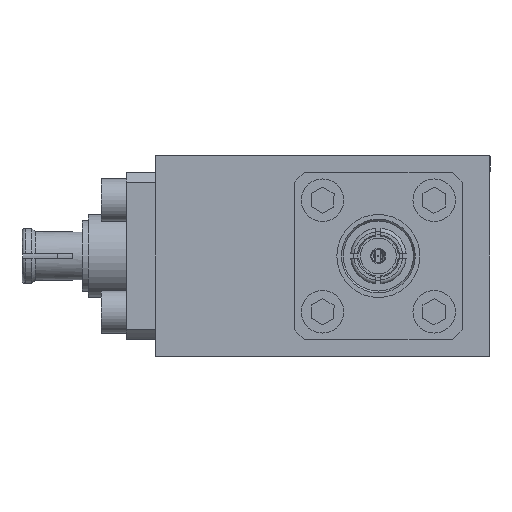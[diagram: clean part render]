
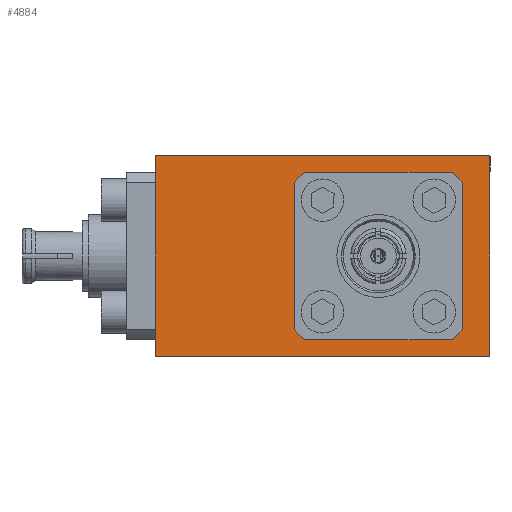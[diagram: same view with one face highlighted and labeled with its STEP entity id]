
A CAD part, left-side view. The second image highlights one B-rep face of the part: STEP entity #4884.
In plain terms, the highlighted planar face has unit normal (-1, 0, 0).
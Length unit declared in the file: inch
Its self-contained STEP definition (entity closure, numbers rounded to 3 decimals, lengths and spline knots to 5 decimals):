
#217=FACE_BOUND('',#885,.T.);
#218=FACE_BOUND('',#886,.T.);
#219=FACE_BOUND('',#887,.T.);
#220=FACE_BOUND('',#888,.T.);
#221=FACE_BOUND('',#889,.T.);
#312=PLANE('',#5314);
#576=FACE_OUTER_BOUND('',#884,.T.);
#884=EDGE_LOOP('',(#3706,#3707,#3708,#3709));
#885=EDGE_LOOP('',(#3710));
#886=EDGE_LOOP('',(#3711));
#887=EDGE_LOOP('',(#3712));
#888=EDGE_LOOP('',(#3713));
#889=EDGE_LOOP('',(#3714));
#1271=LINE('',#7733,#1633);
#1277=LINE('',#7748,#1639);
#1284=LINE('',#7765,#1646);
#1287=LINE('',#7770,#1649);
#1633=VECTOR('',#6179,0.3937);
#1639=VECTOR('',#6193,0.3937);
#1646=VECTOR('',#6210,0.3937);
#1649=VECTOR('',#6217,0.3937);
#1895=CIRCLE('',#5246,0.0195);
#1911=CIRCLE('',#5276,0.0245);
#1912=CIRCLE('',#5278,0.0245);
#1914=CIRCLE('',#5282,0.0245);
#1916=CIRCLE('',#5286,0.0245);
#2227=VERTEX_POINT('',#7585);
#2251=VERTEX_POINT('',#7655);
#2252=VERTEX_POINT('',#7659);
#2255=VERTEX_POINT('',#7668);
#2258=VERTEX_POINT('',#7677);
#2277=VERTEX_POINT('',#7730);
#2278=VERTEX_POINT('',#7732);
#2283=VERTEX_POINT('',#7747);
#2288=VERTEX_POINT('',#7763);
#2739=EDGE_CURVE('',#2227,#2227,#1895,.T.);
#2771=EDGE_CURVE('',#2251,#2251,#1911,.T.);
#2773=EDGE_CURVE('',#2252,#2252,#1912,.T.);
#2777=EDGE_CURVE('',#2255,#2255,#1914,.T.);
#2781=EDGE_CURVE('',#2258,#2258,#1916,.T.);
#2806=EDGE_CURVE('',#2277,#2278,#1271,.T.);
#2814=EDGE_CURVE('',#2283,#2278,#1277,.T.);
#2823=EDGE_CURVE('',#2288,#2277,#1284,.T.);
#2826=EDGE_CURVE('',#2288,#2283,#1287,.T.);
#3706=ORIENTED_EDGE('',*,*,#2826,.T.);
#3707=ORIENTED_EDGE('',*,*,#2814,.T.);
#3708=ORIENTED_EDGE('',*,*,#2806,.F.);
#3709=ORIENTED_EDGE('',*,*,#2823,.F.);
#3710=ORIENTED_EDGE('',*,*,#2739,.T.);
#3711=ORIENTED_EDGE('',*,*,#2771,.T.);
#3712=ORIENTED_EDGE('',*,*,#2773,.T.);
#3713=ORIENTED_EDGE('',*,*,#2777,.T.);
#3714=ORIENTED_EDGE('',*,*,#2781,.T.);
#4884=ADVANCED_FACE('',(#576,#217,#218,#219,#220,#221),#312,.T.);
#5246=AXIS2_PLACEMENT_3D('',#7586,#6025,#6026);
#5276=AXIS2_PLACEMENT_3D('',#7656,#6101,#6102);
#5278=AXIS2_PLACEMENT_3D('',#7660,#6106,#6107);
#5282=AXIS2_PLACEMENT_3D('',#7669,#6116,#6117);
#5286=AXIS2_PLACEMENT_3D('',#7678,#6126,#6127);
#5314=AXIS2_PLACEMENT_3D('',#7769,#6215,#6216);
#6025=DIRECTION('center_axis',(1.,0.,0.));
#6026=DIRECTION('ref_axis',(0.,-1.,0.));
#6101=DIRECTION('center_axis',(1.,0.,0.));
#6102=DIRECTION('ref_axis',(0.,-1.,0.));
#6106=DIRECTION('center_axis',(1.,0.,0.));
#6107=DIRECTION('ref_axis',(0.,-1.,0.));
#6116=DIRECTION('center_axis',(1.,0.,0.));
#6117=DIRECTION('ref_axis',(0.,-1.,0.));
#6126=DIRECTION('center_axis',(1.,0.,0.));
#6127=DIRECTION('ref_axis',(0.,-1.,0.));
#6179=DIRECTION('',(0.,-1.,0.));
#6193=DIRECTION('',(0.,0.,1.));
#6210=DIRECTION('',(0.,0.,1.));
#6215=DIRECTION('center_axis',(-1.,0.,0.));
#6216=DIRECTION('ref_axis',(0.,-1.,0.));
#6217=DIRECTION('',(0.,-1.,0.));
#7585=CARTESIAN_POINT('',(0.,0.2695,0.225));
#7586=CARTESIAN_POINT('Origin',(0.,0.25,0.225));
#7655=CARTESIAN_POINT('',(0.,0.1495,0.1));
#7656=CARTESIAN_POINT('Origin',(0.,0.125,0.1));
#7659=CARTESIAN_POINT('',(0.,0.3995,0.35));
#7660=CARTESIAN_POINT('Origin',(0.,0.375,0.35));
#7668=CARTESIAN_POINT('',(0.,0.1495,0.35));
#7669=CARTESIAN_POINT('Origin',(0.,0.125,0.35));
#7677=CARTESIAN_POINT('',(0.,0.3995,0.1));
#7678=CARTESIAN_POINT('Origin',(0.,0.375,0.1));
#7730=CARTESIAN_POINT('',(0.,0.75,0.45));
#7732=CARTESIAN_POINT('',(0.,0.,0.45));
#7733=CARTESIAN_POINT('',(0.,0.75,0.45));
#7747=CARTESIAN_POINT('',(0.,0.,0.));
#7748=CARTESIAN_POINT('',(0.,0.,0.));
#7763=CARTESIAN_POINT('',(0.,0.75,0.));
#7765=CARTESIAN_POINT('',(0.,0.75,0.));
#7769=CARTESIAN_POINT('Origin',(0.,0.75,0.));
#7770=CARTESIAN_POINT('',(0.,0.75,0.));
